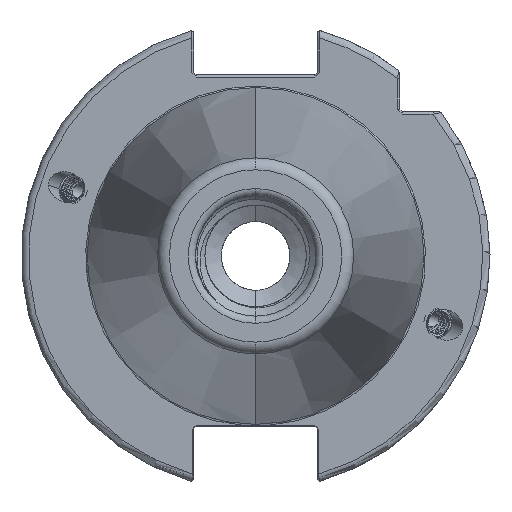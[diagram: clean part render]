
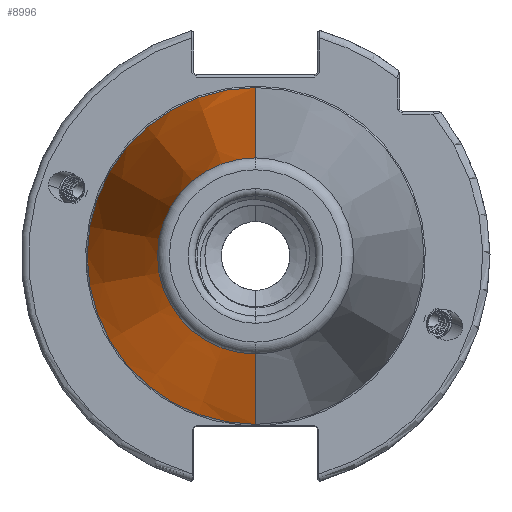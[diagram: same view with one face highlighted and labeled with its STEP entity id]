
A CAD part, left-side view. The second image highlights one B-rep face of the part: STEP entity #8996.
In plain terms, the highlighted conical face has half-angle 8.297 degrees and reference radius 35.392 mm.
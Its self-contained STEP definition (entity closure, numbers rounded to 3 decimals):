
#385 = CARTESIAN_POINT ( 'NONE',  ( -2.5, 0., -35.027 ) ) ;
#391 = CARTESIAN_POINT ( 'NONE',  ( -102.811, 0., 20.399 ) ) ;
#421 = CARTESIAN_POINT ( 'NONE',  ( -2.5, 0., 35.027 ) ) ;
#429 = CARTESIAN_POINT ( 'NONE',  ( -102.811, 0., -20.399 ) ) ;
#431 = CARTESIAN_POINT ( 'NONE',  ( -2.5, 35.027, 0. ) ) ;
#2075 = CARTESIAN_POINT ( 'NONE',  ( -2.5, 0., 0. ) ) ;
#2077 = DIRECTION ( 'NONE',  ( 1., 0., 0. ) ) ;
#2084 = DIRECTION ( 'NONE',  ( 0., 1., 0. ) ) ;
#3181 = DIRECTION ( 'NONE',  ( 0.99, 0., -0.144 ) ) ;
#3198 = CARTESIAN_POINT ( 'NONE',  ( 0., 0., -35.392 ) ) ;
#4786 = DIRECTION ( 'NONE',  ( 0., 0., -1. ) ) ;
#4791 = DIRECTION ( 'NONE',  ( 1., 0., 0. ) ) ;
#4795 = CARTESIAN_POINT ( 'NONE',  ( 0., 0., 0. ) ) ;
#5355 = EDGE_LOOP ( 'NONE', ( #19462, #19526, #19487, #19478, #19469 ) ) ;
#5752 = AXIS2_PLACEMENT_3D ( 'NONE', #4795, #4791, #4786 ) ;
#6305 = VERTEX_POINT ( 'NONE', #391 ) ;
#6328 = VERTEX_POINT ( 'NONE', #429 ) ;
#6345 = VERTEX_POINT ( 'NONE', #431 ) ;
#6357 = VERTEX_POINT ( 'NONE', #385 ) ;
#6363 = VERTEX_POINT ( 'NONE', #421 ) ;
#8996 = ADVANCED_FACE ( 'NONE', ( #24152 ), #24125, .T. ) ;
#12506 = AXIS2_PLACEMENT_3D ( 'NONE', #13110, #13096, #13111 ) ;
#12539 = AXIS2_PLACEMENT_3D ( 'NONE', #18715, #18569, #18572 ) ;
#12543 = AXIS2_PLACEMENT_3D ( 'NONE', #2075, #2077, #2084 ) ;
#13096 = DIRECTION ( 'NONE',  ( 1., 0., 0. ) ) ;
#13110 = CARTESIAN_POINT ( 'NONE',  ( -102.811, 0., 0. ) ) ;
#13111 = DIRECTION ( 'NONE',  ( 0., 0., 1. ) ) ;
#16697 = EDGE_CURVE ( 'NONE', #6328, #6305, #23620, .T. ) ;
#16774 = EDGE_CURVE ( 'NONE', #6328, #6357, #23646, .T. ) ;
#16795 = EDGE_CURVE ( 'NONE', #6345, #6363, #23668, .T. ) ;
#16802 = EDGE_CURVE ( 'NONE', #6357, #6345, #23704, .T. ) ;
#16850 = EDGE_CURVE ( 'NONE', #6305, #6363, #23730, .T. ) ;
#17177 = CARTESIAN_POINT ( 'NONE',  ( 0., 0., 35.392 ) ) ;
#17185 = DIRECTION ( 'NONE',  ( 0.99, 0., 0.144 ) ) ;
#18569 = DIRECTION ( 'NONE',  ( 1., 0., 0. ) ) ;
#18572 = DIRECTION ( 'NONE',  ( 0., 1., 0. ) ) ;
#18715 = CARTESIAN_POINT ( 'NONE',  ( -2.5, 0., 0. ) ) ;
#19462 = ORIENTED_EDGE ( 'NONE', *, *, #16697, .T. ) ;
#19469 = ORIENTED_EDGE ( 'NONE', *, *, #16774, .F. ) ;
#19478 = ORIENTED_EDGE ( 'NONE', *, *, #16802, .F. ) ;
#19487 = ORIENTED_EDGE ( 'NONE', *, *, #16795, .F. ) ;
#19526 = ORIENTED_EDGE ( 'NONE', *, *, #16850, .T. ) ;
#23620 = CIRCLE ( 'NONE', #12506, 20.399 ) ;
#23643 = VECTOR ( 'NONE', #3181, 1000. ) ;
#23646 = LINE ( 'NONE', #3198, #23643 ) ;
#23668 = CIRCLE ( 'NONE', #12543, 35.027 ) ;
#23704 = CIRCLE ( 'NONE', #12539, 35.027 ) ;
#23730 = LINE ( 'NONE', #17177, #23744 ) ;
#23744 = VECTOR ( 'NONE', #17185, 1000. ) ;
#24125 = CONICAL_SURFACE ( 'NONE', #5752, 35.392, 0.145 ) ;
#24152 = FACE_OUTER_BOUND ( 'NONE', #5355, .T. ) ;
